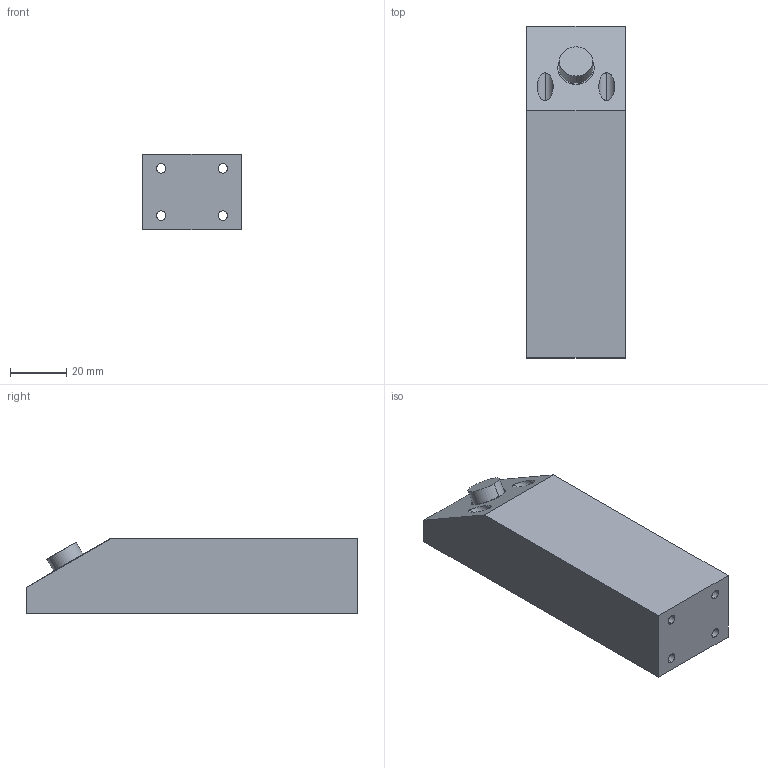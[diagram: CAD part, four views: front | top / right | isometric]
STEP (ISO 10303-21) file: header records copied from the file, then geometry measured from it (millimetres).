
FILE_DESCRIPTION (( 'STEP AP203' ), '1' );
FILE_NAME ('02_angle_30deg.step', '2020-05-23T22:32:25', ( '' ), ( '' ), 'SwSTEP 2.0', 'SolidWorks 2019', '' );
FILE_SCHEMA (( 'CONFIG_CONTROL_DESIGN' ));
Length unit declared in the file: millimetre
Products named in the file (1): 02_angle_30deg
Bounding box: 35 x 118.31 x 26.82 mm (x, y, z)
Volume: 91667.8 mm3; surface area: 23160.6 mm2
Topology: 1 solids, 1 shells, 33 faces, 75 edges, 50 vertices
Faces by surface type: cylinder 20, plane 13
Entity records: 1038 total; most frequent: DIRECTION 175, CARTESIAN_POINT 171, ORIENTED_EDGE 150, EDGE_CURVE 75, AXIS2_PLACEMENT_3D 70, VERTEX_POINT 50, EDGE_LOOP 47, CIRCLE 36
